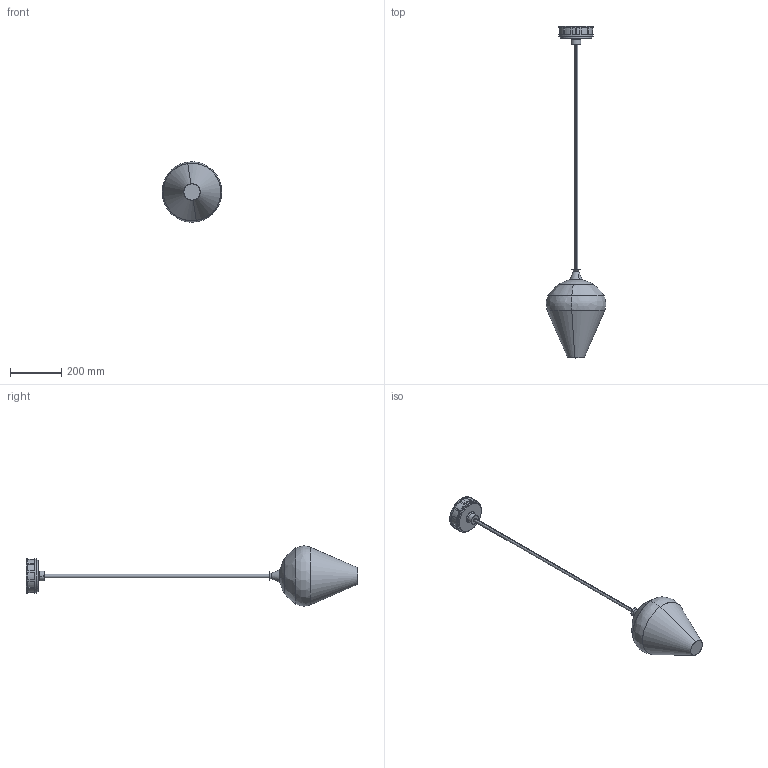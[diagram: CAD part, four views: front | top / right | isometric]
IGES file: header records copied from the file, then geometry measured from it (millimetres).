
Start section: SolidWorks IGES file using analytic representation for surfaces
Global section: file name: Roll and Hill Pendant 02 - Tulip Glass.IGS; native system: SolidWorks 2022; preprocessor: SolidWorks 2022; author: Alex Harrington; date: 240923.102724; units: millimetre
Bounding box: 231.26 x 1289.92 x 234.24 mm (x, y, z)
Surface area: 281827.1 mm2 (no closed solid volume)
Topology: 0 solids, 0 shells, 151 faces, 2636 edges, 2636 vertices
Faces by surface type: revolution 87, bspline 64
